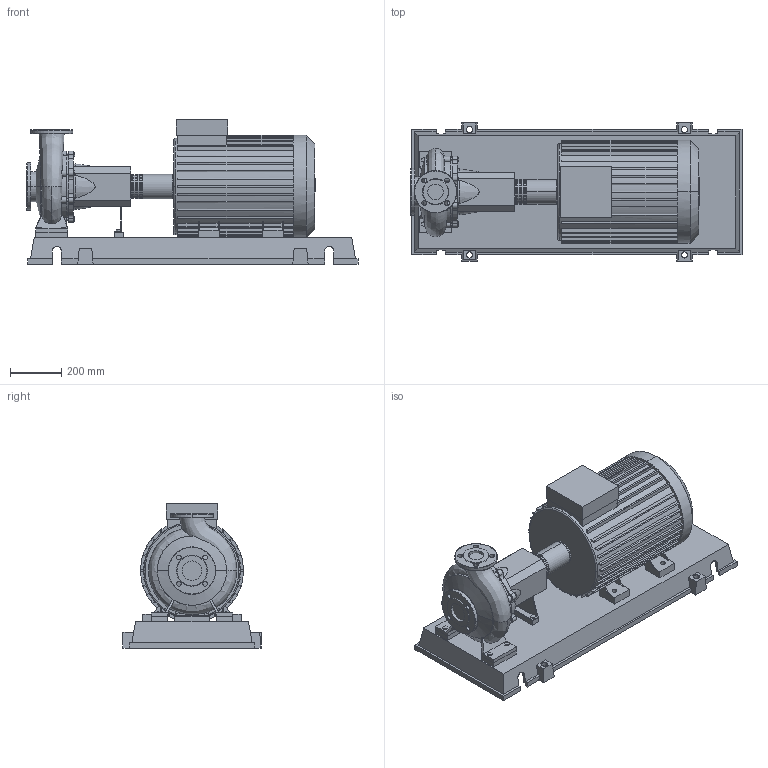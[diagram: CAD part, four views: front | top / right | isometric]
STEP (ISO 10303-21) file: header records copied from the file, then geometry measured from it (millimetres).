
FILE_DESCRIPTION((''),'2;1');
FILE_NAME('3d_NL50_250-30-2-05-4109108.stp','2015-03-03T07:44:19',(''),(''),'Mechanical Desktop 2009','Mechanical Desktop 2009',', , ');
FILE_SCHEMA(('CONFIG_CONTROL_DESIGN'));
Length unit declared in the file: millimetre
Products named in the file (1): Product
Bounding box: 1297.5 x 540 x 564 mm (x, y, z)
Volume: 95490385.3 mm3; surface area: 4248114.7 mm2
Topology: 14 solids, 14 shells, 840 faces, 2212 edges, 1457 vertices
Faces by surface type: plane 442, bspline 196, cylinder 186, cone 10, torus 6
Entity records: 30614 total; most frequent: CARTESIAN_POINT 9917, ORIENTED_EDGE 4426, DIRECTION 4051, EDGE_CURVE 2213, VERTEX_POINT 1455, VECTOR 1423, LINE 1423, AXIS2_PLACEMENT_3D 1314
